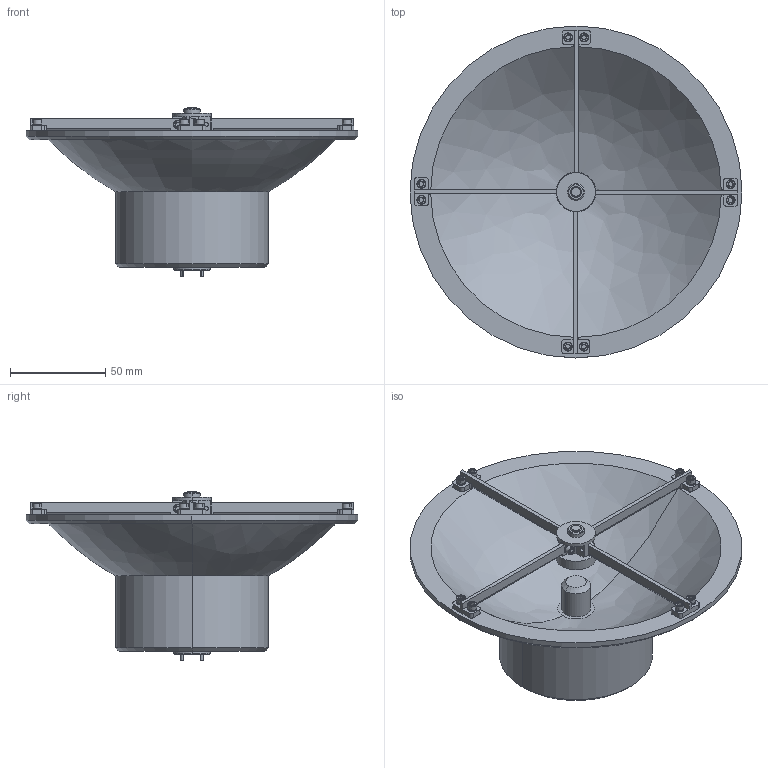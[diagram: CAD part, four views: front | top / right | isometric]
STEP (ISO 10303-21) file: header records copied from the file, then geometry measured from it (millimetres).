
FILE_DESCRIPTION (( 'STEP AP203' ), '1' );
FILE_NAME ('SAY-9239633914-10-S1.STEP', '2022-12-16T18:17:01', ( '' ), ( '' ), 'SwSTEP 2.0', 'SolidWorks 2021', '' );
FILE_SCHEMA (( 'CONFIG_CONTROL_DESIGN' ));
Length unit declared in the file: inch
Products named in the file (1): SAY-9239633914-10-S1
Bounding box: 173.99 x 173.99 x 88.65 mm (x, y, z)
Volume: 264435.9 mm3; surface area: 83179.8 mm2
Topology: 45 solids, 46 shells, 1157 faces, 2514 edges, 1446 vertices
Faces by surface type: plane 436, cone 388, cylinder 321, bspline 8, torus 4
Entity records: 31898 total; most frequent: CARTESIAN_POINT 6857, DIRECTION 5475, ORIENTED_EDGE 4852, EDGE_CURVE 2426, AXIS2_PLACEMENT_3D 2134, VERTEX_POINT 1446, EDGE_LOOP 1296, LINE 1207
